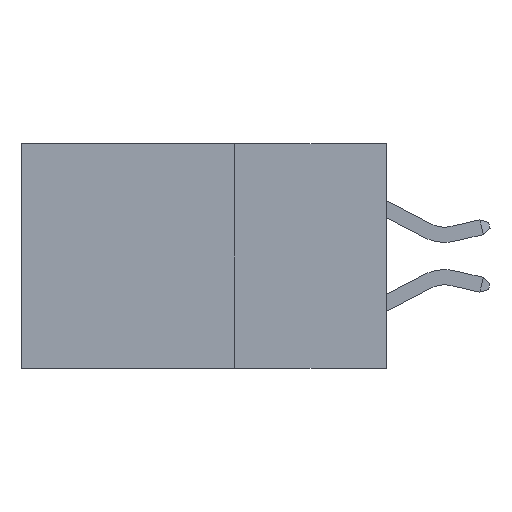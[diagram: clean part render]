
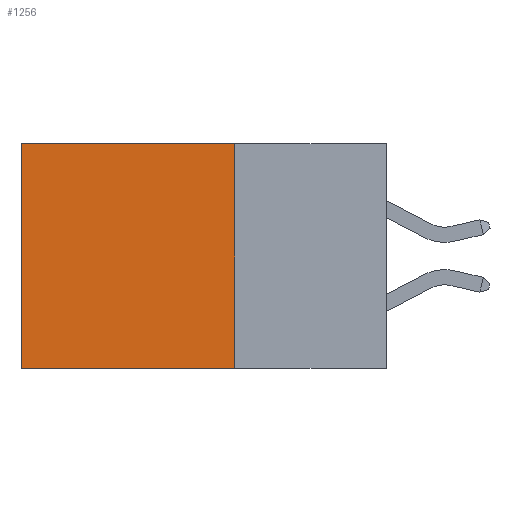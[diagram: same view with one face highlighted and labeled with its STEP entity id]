
A CAD part, left-side view. The second image highlights one B-rep face of the part: STEP entity #1256.
In plain terms, the highlighted planar face has unit normal (-1, 0, 0).
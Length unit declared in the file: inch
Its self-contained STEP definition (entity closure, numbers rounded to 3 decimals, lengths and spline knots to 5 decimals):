
#384 = CARTESIAN_POINT ( 'NONE',  ( 0.2615, 0.25, 0. ) ) ;
#491 = VECTOR ( 'NONE', #2537, 39.37008 ) ;
#701 = ORIENTED_EDGE ( 'NONE', *, *, #1196, .T. ) ;
#761 = CARTESIAN_POINT ( 'NONE',  ( 0.2615, 0.6, -0.37 ) ) ;
#1177 = DIRECTION ( 'NONE',  ( 0., 0., -1. ) ) ;
#1196 = EDGE_CURVE ( 'NONE', #6809, #7435, #4720, .T. ) ;
#1255 = EDGE_LOOP ( 'NONE', ( #8655, #3487, #7054, #701 ) ) ;
#1256 = ADVANCED_FACE ( 'NONE', ( #4766 ), #7619, .F. ) ;
#1541 = CARTESIAN_POINT ( 'NONE',  ( 0.2615, 0.25, -0.37 ) ) ;
#2114 = LINE ( 'NONE', #7760, #7823 ) ;
#2537 = DIRECTION ( 'NONE',  ( 0., 1., 0. ) ) ;
#2554 = VECTOR ( 'NONE', #2912, 39.37008 ) ;
#2611 = VERTEX_POINT ( 'NONE', #8282 ) ;
#2723 = EDGE_CURVE ( 'NONE', #7045, #2611, #2114, .T. ) ;
#2860 = LINE ( 'NONE', #7137, #2554 ) ;
#2912 = DIRECTION ( 'NONE',  ( 0., 0., -1. ) ) ;
#3056 = DIRECTION ( 'NONE',  ( 0., 0., -1. ) ) ;
#3487 = ORIENTED_EDGE ( 'NONE', *, *, #2723, .F. ) ;
#3874 = CARTESIAN_POINT ( 'NONE',  ( 0.2615, 0.6, 0. ) ) ;
#4720 = LINE ( 'NONE', #4806, #491 ) ;
#4766 = FACE_OUTER_BOUND ( 'NONE', #1255, .T. ) ;
#4806 = CARTESIAN_POINT ( 'NONE',  ( 0.2615, 0.25, 0. ) ) ;
#5046 = EDGE_CURVE ( 'NONE', #6809, #7045, #2860, .T. ) ;
#5735 = AXIS2_PLACEMENT_3D ( 'NONE', #7474, #7571, #1177 ) ;
#6658 = EDGE_CURVE ( 'NONE', #7435, #2611, #7935, .T. ) ;
#6782 = VECTOR ( 'NONE', #3056, 39.37008 ) ;
#6809 = VERTEX_POINT ( 'NONE', #384 ) ;
#7045 = VERTEX_POINT ( 'NONE', #1541 ) ;
#7054 = ORIENTED_EDGE ( 'NONE', *, *, #5046, .F. ) ;
#7137 = CARTESIAN_POINT ( 'NONE',  ( 0.2615, 0.25, -0.37 ) ) ;
#7435 = VERTEX_POINT ( 'NONE', #3874 ) ;
#7474 = CARTESIAN_POINT ( 'NONE',  ( 0.2615, 0.25, -0.37 ) ) ;
#7571 = DIRECTION ( 'NONE',  ( 1., 0., 0. ) ) ;
#7619 = PLANE ( 'NONE',  #5735 ) ;
#7760 = CARTESIAN_POINT ( 'NONE',  ( 0.2615, 0.25, -0.37 ) ) ;
#7823 = VECTOR ( 'NONE', #8550, 39.37008 ) ;
#7935 = LINE ( 'NONE', #761, #6782 ) ;
#8282 = CARTESIAN_POINT ( 'NONE',  ( 0.2615, 0.6, -0.37 ) ) ;
#8550 = DIRECTION ( 'NONE',  ( 0., 1., 0. ) ) ;
#8655 = ORIENTED_EDGE ( 'NONE', *, *, #6658, .T. ) ;
